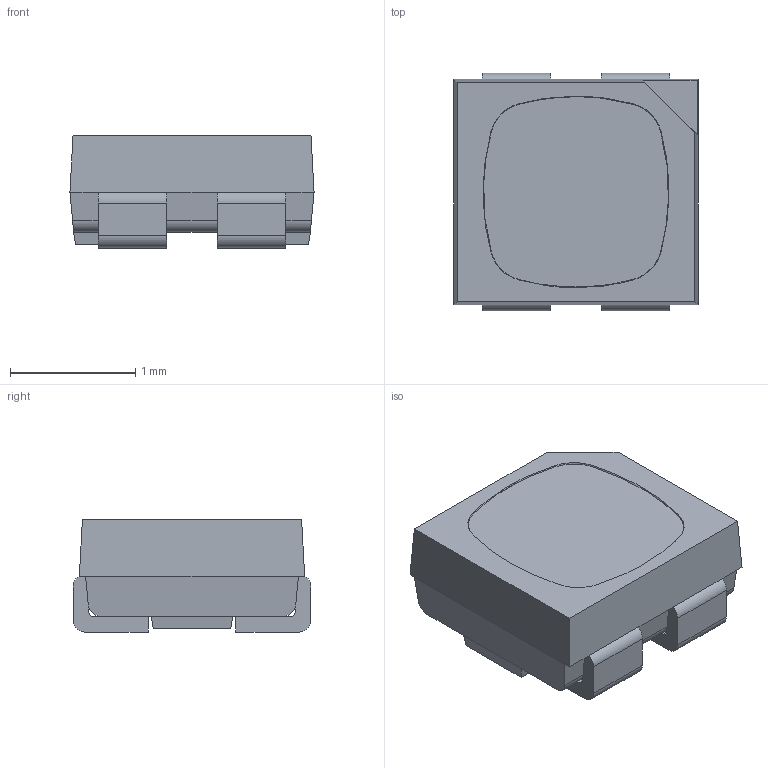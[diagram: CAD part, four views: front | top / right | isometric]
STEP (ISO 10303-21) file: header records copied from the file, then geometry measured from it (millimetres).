
FILE_DESCRIPTION(('STEP AP214'),'1');
FILE_NAME('LMVC.stp','2022-10-16T02:59:24',(' '),(' '),'Spatial InterOp 3D',' ',' ');
FILE_SCHEMA(('AUTOMOTIVE_DESIGN { 1 0 10303 214 1 1 1 1 }'));
Length unit declared in the file: millimetre
Products named in the file (1): PRT0006
Bounding box: 1.95 x 1.9 x 0.9 mm (x, y, z)
Volume: 2.2 mm3; surface area: 20.4 mm2
Topology: 1 solids, 2 shells, 113 faces, 312 edges, 200 vertices
Faces by surface type: plane 79, cylinder 18, bspline 16
Entity records: 4354 total; most frequent: CARTESIAN_POINT 1547, ORIENTED_EDGE 624, DIRECTION 506, EDGE_CURVE 312, LINE 234, VECTOR 234, VERTEX_POINT 200, AXIS2_PLACEMENT_3D 136
